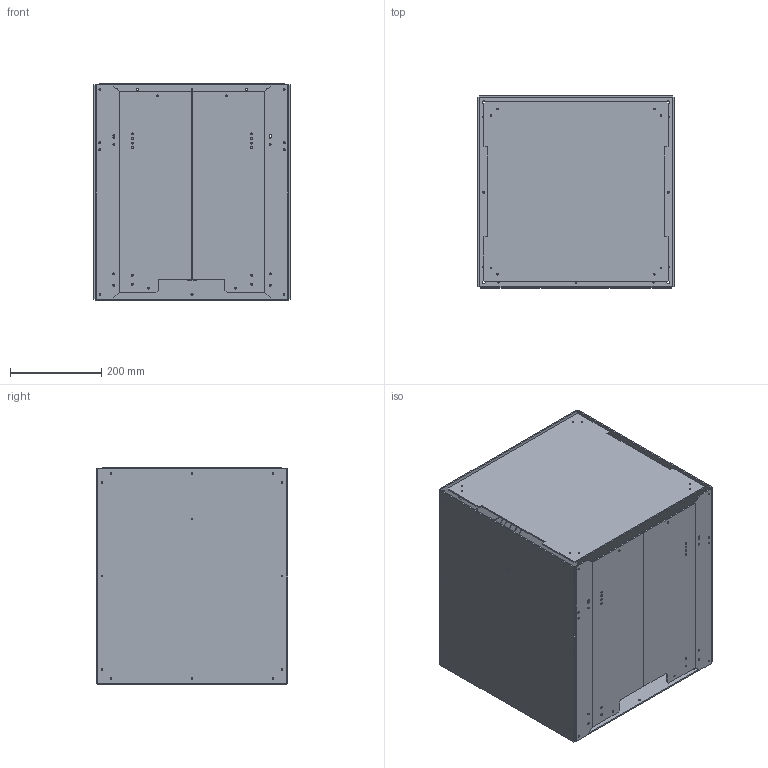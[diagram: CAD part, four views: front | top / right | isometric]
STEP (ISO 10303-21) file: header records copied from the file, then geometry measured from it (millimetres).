
FILE_DESCRIPTION(/* description */ (''),/* implementation_level */ '2;1');
FILE_NAME(/* name */ 'panels.step',/* time_stamp */ '2022-09-08T22:26:42-04:00',/* author */ (''),/* organization */ (''),/* preprocessor_version */ 'ST-DEVELOPER v19',/* originating_system */ 'Autodesk Translation Framework v11.7.0.108',/* authorisation */ '');
FILE_SCHEMA (('AUTOMOTIVE_DESIGN { 1 0 10303 214 3 1 1 }'));
Length unit declared in the file: millimetre
Products named in the file (11): panels; top panel; panel 50mm (1); panel door 2; bottom panel; panel door; back panel; side panel (1); panel 50mm; side panel2; back panel CPAP
Assembly tree (10 placements, depth 2):
  panels
    top panel
    panel 50mm (1)
    panel door 2
    bottom panel
    panel door
    back panel
    side panel (1)
    panel 50mm
    side panel2
    back panel CPAP
Bounding box: 431 x 421.03 x 476 mm (x, y, z)
Volume: 3846042.1 mm3; surface area: 2631476 mm2
Topology: 10 solids, 10 shells, 387 faces, 1083 edges, 722 vertices
Faces by surface type: cylinder 221, plane 162, bspline 4
Full cylindrical faces by diameter (mm): 3 x21, 3.2 x18, 3.4 x8, 4 x6, 4.2 x6, 4.3 x16, 4.4 x62, 6.4 x4, 18.2 x1, 20 x2, 26 x1, 58 x4
Entity records: 13880 total; most frequent: CARTESIAN_POINT 2458, DIRECTION 2327, ORIENTED_EDGE 2166, EDGE_CURVE 1083, AXIS2_PLACEMENT_3D 847, EDGE_LOOP 727, VERTEX_POINT 722, LINE 633
